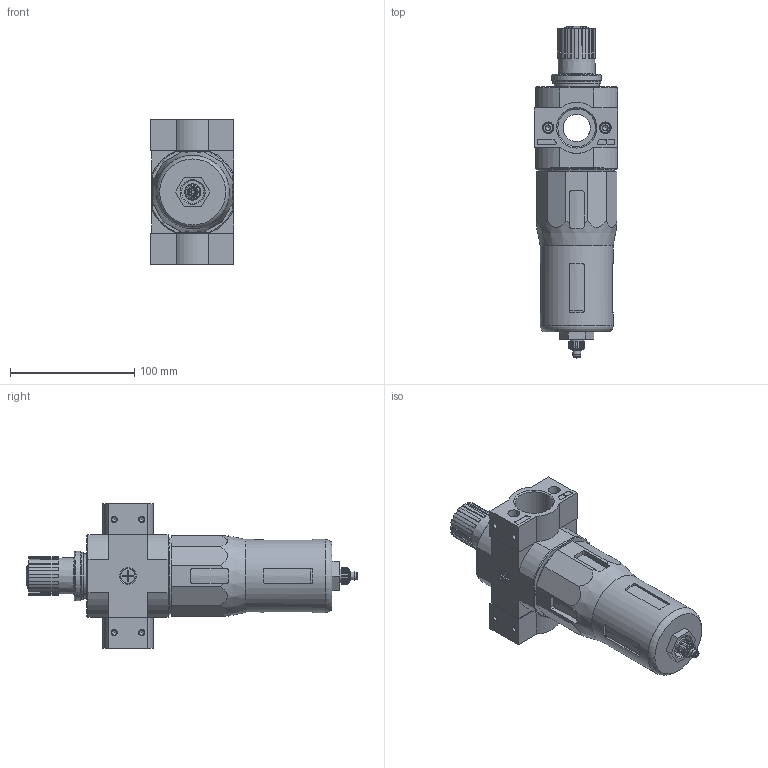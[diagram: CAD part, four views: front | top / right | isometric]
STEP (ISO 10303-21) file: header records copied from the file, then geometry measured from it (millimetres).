
FILE_DESCRIPTION(/* description */ ('STEP AP214'),/* implementation_level */ '2;1');
FILE_NAME(/* name */ '192619_LFR-1-D-5M-O-MAXI',/* time_stamp */ '2024-09-03T20:46:07+02:00',/* author */ ('License CC BY-ND 4.0'),/* organization */ ('CADENAS'),/* preprocessor_version */ 'ST-DEVELOPER v19.3',/* originating_system */ 'PARTsolutions',/* authorisation */ ' ');
FILE_SCHEMA (('AUTOMOTIVE_DESIGN {1 0 10303 214 3 1 1}'));
Length unit declared in the file: millimetre
Products named in the file (9): 192619 LFR-1-D-5M-O-MAXI---(0); 127317 LFR-D-5M-MAXI--(0); 380315 PBL-1-D-MAXI-R---(0) p1; DIN-912 - M5x20(F); 380313 PBL-1-D-MAXI-L---(1) p1; 398011 LRVS-D-MINI; 125696 LR/LFR-D-MAXI; 373846 LR-MIDI; 648415 LF
Assembly tree (11 placements, depth 2):
  192619 LFR-1-D-5M-O-MAXI---(0)
    127317 LFR-D-5M-MAXI--(0)
    380315 PBL-1-D-MAXI-R---(0) p1
    DIN-912 - M5x20(F)  x4
    380313 PBL-1-D-MAXI-L---(1) p1
    398011 LRVS-D-MINI
    125696 LR/LFR-D-MAXI
    373846 LR-MIDI
    648415 LF
Bounding box: 67.1 x 267 x 116 mm (x, y, z)
Volume: 735484.2 mm3; surface area: 99088.9 mm2
Topology: 11 solids, 12 shells, 639 faces, 1574 edges, 1005 vertices
Faces by surface type: plane 351, cylinder 158, cone 107, torus 18, sphere 5
Full cylindrical faces by diameter (mm): 2 x1, 3 x1, 4.134 x8, 4.2 x1, 5 x4, 5.6 x1, 6.3 x1, 6.4 x1, 6.8 x1, 7.1 x1, 8.5 x4, 9 x1, 9.5 x1, 9.6 x1, 11.2 x2, 11.445 x2, 12.6 x1, 13.157 x2, 18 x1, 22 x3, 24.9 x1, 26.9 x1, 30 x2, 30.291 x2, 34.16 x1, 34.376 x1, 36 x1, 38.5 x1, 39.8 x1, 58.8 x1
Entity records: 18748 total; most frequent: CARTESIAN_POINT 3444, DIRECTION 2716, ORIENTED_EDGE 2546, EDGE_CURVE 1273, AXIS2_PLACEMENT_3D 1060, VERTEX_POINT 904, FACE_BOUND 749, EDGE_LOOP 740
